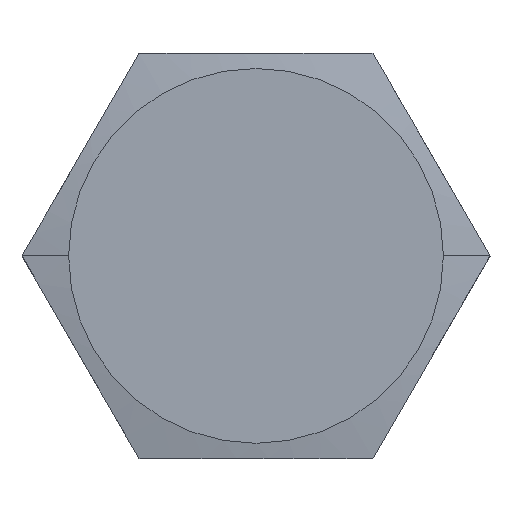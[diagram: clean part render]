
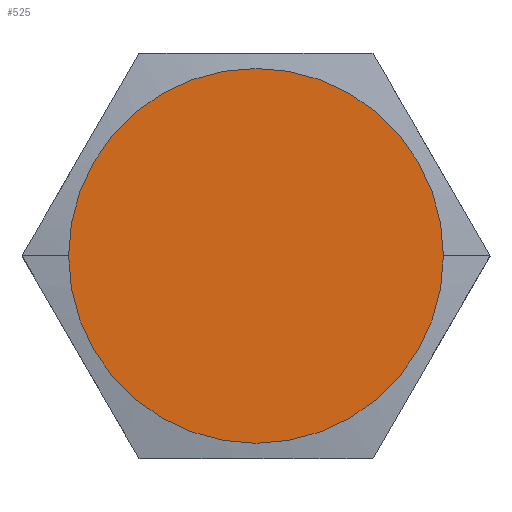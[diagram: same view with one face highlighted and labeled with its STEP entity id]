
A CAD part, top view. The second image highlights one B-rep face of the part: STEP entity #525.
In plain terms, the highlighted planar face has unit normal (0, 0, 1).
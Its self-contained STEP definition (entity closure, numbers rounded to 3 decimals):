
#129 = DIRECTION ( 'NONE',  ( -1., 0., 0. ) ) ;
#130 = DIRECTION ( 'NONE',  ( 0., 0., -1. ) ) ;
#131 = CARTESIAN_POINT ( 'NONE',  ( 0., 8.083, 6.5 ) ) ;
#132 = AXIS2_PLACEMENT_3D ( 'NONE', #131, #130, #129 ) ;
#133 = PLANE ( 'NONE',  #132 ) ;
#134 = FACE_OUTER_BOUND ( 'NONE', #498, .T. ) ;
#167 = DIRECTION ( 'NONE',  ( 1., 0., 0. ) ) ;
#168 = DIRECTION ( 'NONE',  ( 0., 0., 1. ) ) ;
#169 = CARTESIAN_POINT ( 'NONE',  ( 0., 0., 6.5 ) ) ;
#170 = AXIS2_PLACEMENT_3D ( 'NONE', #169, #168, #167 ) ;
#175 = CIRCLE ( 'NONE', #170, 6.473 ) ;
#268 = CARTESIAN_POINT ( 'NONE',  ( -6.473, 0., 6.5 ) ) ;
#269 = CARTESIAN_POINT ( 'NONE',  ( 6.473, 0., 6.5 ) ) ;
#283 = DIRECTION ( 'NONE',  ( 1., 0., 0. ) ) ;
#284 = DIRECTION ( 'NONE',  ( 0., 0., 1. ) ) ;
#285 = CARTESIAN_POINT ( 'NONE',  ( 0., 0., 6.5 ) ) ;
#286 = AXIS2_PLACEMENT_3D ( 'NONE', #285, #284, #283 ) ;
#291 = CIRCLE ( 'NONE', #286, 6.473 ) ;
#498 = EDGE_LOOP ( 'NONE', ( #499, #500 ) ) ;
#499 = ORIENTED_EDGE ( 'NONE', *, *, #542, .T. ) ;
#500 = ORIENTED_EDGE ( 'NONE', *, *, #607, .T. ) ;
#525 = ADVANCED_FACE ( 'NONE', ( #134 ), #133, .F. ) ;
#542 = EDGE_CURVE ( 'NONE', #617, #616, #175, .T. ) ;
#607 = EDGE_CURVE ( 'NONE', #616, #617, #291, .T. ) ;
#616 = VERTEX_POINT ( 'NONE', #269 ) ;
#617 = VERTEX_POINT ( 'NONE', #268 ) ;
